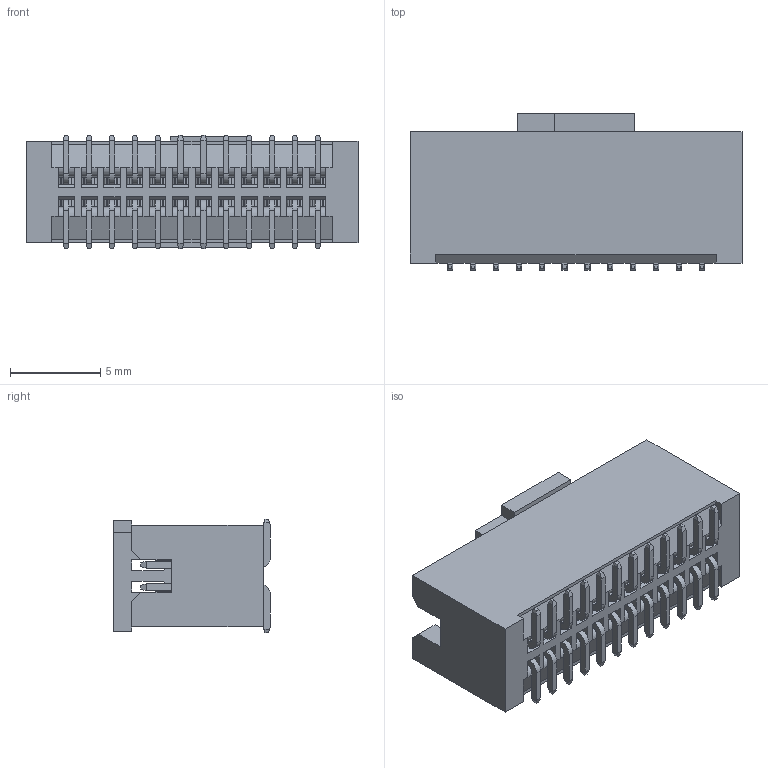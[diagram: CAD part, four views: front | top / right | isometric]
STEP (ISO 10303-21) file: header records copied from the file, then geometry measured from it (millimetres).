
FILE_DESCRIPTION( ('This file contains a STEP AP42 implementation' ,'as created by ZW3D STEP Interface translator.') ,'2;1' );
FILE_NAME( '3133-XXMXXXK00X1.stp' ,'231120. 842 5', (''), ('ZWCAD Software Co.'), 'Version 1.0', 'ZW3D to STEP translator', '' );
FILE_SCHEMA(('AUTOMOTIVE_DESIGN { 1 0 10303 214 1 1 1 1 }'));
Length unit declared in the file: millimetre
Products named in the file (2): 0; 3133-24MXXBK00R1
Bounding box: 18.44 x 8.7 x 6.3 mm (x, y, z)
Volume: 593.5 mm3; surface area: 1324.1 mm2
Topology: 1 solids, 1 shells, 1386 faces, 4048 edges, 2594 vertices
Faces by surface type: plane 1015, bspline 250, cylinder 121
Entity records: 60646 total; most frequent: CARTESIAN_POINT 28128, ORIENTED_EDGE 8162, DIRECTION 4053, EDGE_CURVE 4048, VERTEX_POINT 2594, B_SPLINE_CURVE_WITH_KNOTS 2292, VECTOR 1683, LINE 1683
